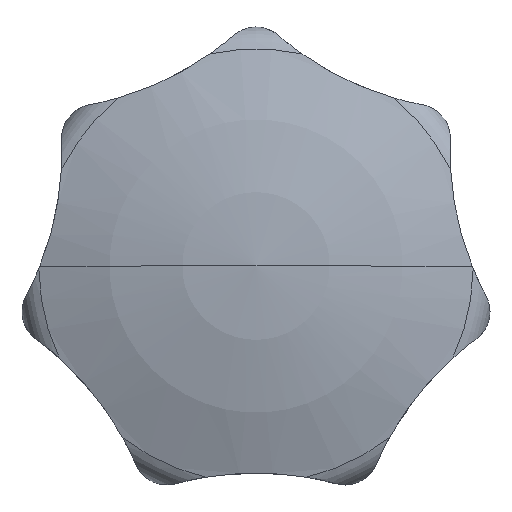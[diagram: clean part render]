
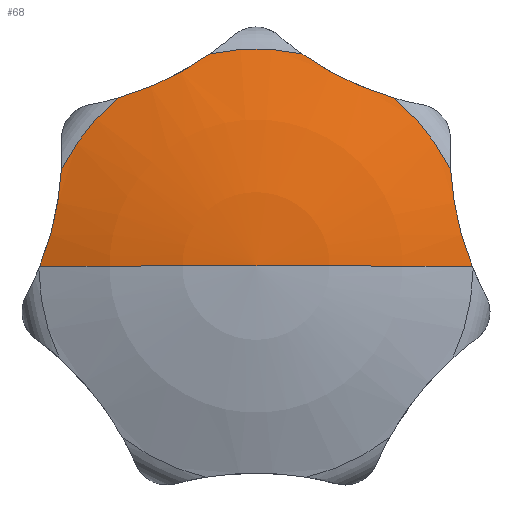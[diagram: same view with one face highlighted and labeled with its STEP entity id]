
A CAD part, top view. The second image highlights one B-rep face of the part: STEP entity #68.
In plain terms, the highlighted spherical face has radius 80 mm.
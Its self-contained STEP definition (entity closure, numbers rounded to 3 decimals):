
#68=ADVANCED_FACE('',(#172),#173,.T.);
#172=FACE_OUTER_BOUND('',#312,.T.);
#173=SPHERICAL_SURFACE('',#313,80.);
#312=EDGE_LOOP('',(#446,#447,#448,#449,#450,#451,#452,#453,#454));
#313=AXIS2_PLACEMENT_3D('',#455,#456,#457);
#446=ORIENTED_EDGE('',*,*,#863,.T.);
#447=ORIENTED_EDGE('',*,*,#864,.T.);
#448=ORIENTED_EDGE('',*,*,#865,.T.);
#449=ORIENTED_EDGE('',*,*,#866,.T.);
#450=ORIENTED_EDGE('',*,*,#867,.T.);
#451=ORIENTED_EDGE('',*,*,#868,.T.);
#452=ORIENTED_EDGE('',*,*,#869,.T.);
#453=ORIENTED_EDGE('',*,*,#870,.T.);
#454=ORIENTED_EDGE('',*,*,#871,.T.);
#455=CARTESIAN_POINT('',(0.,0.,-40.));
#456=DIRECTION('',(0.,0.,1.0));
#457=DIRECTION('',(-1.0,0.,0.0));
#863=EDGE_CURVE('',#1029,#1030,#1031,.T.);
#864=EDGE_CURVE('',#1030,#1032,#1033,.T.);
#865=EDGE_CURVE('',#1032,#1034,#1035,.T.);
#866=EDGE_CURVE('',#1034,#1036,#1037,.T.);
#867=EDGE_CURVE('',#1036,#1038,#1039,.T.);
#868=EDGE_CURVE('',#1038,#1040,#1041,.T.);
#869=EDGE_CURVE('',#1040,#1042,#1043,.T.);
#870=EDGE_CURVE('',#1042,#1044,#1045,.T.);
#871=EDGE_CURVE('',#1044,#1029,#1046,.T.);
#1029=VERTEX_POINT('',#1279);
#1030=VERTEX_POINT('',#1280);
#1031=CIRCLE('',#1281,80.);
#1032=VERTEX_POINT('',#1282);
#1033=CIRCLE('',#1283,80.);
#1034=VERTEX_POINT('',#1284);
#1035=B_SPLINE_CURVE_WITH_KNOTS('',3,(#1285,#1286,#1287,#1288,#1289,#1290,#1291,#1292,#1293,#1294,#1295,#1296,#1297,#1298),.UNSPECIFIED.,.F.,.F.,(4,2,2,2,2,2,4),(58.104,58.509,61.589,64.669,67.75,70.83,71.234),.UNSPECIFIED.);
#1036=VERTEX_POINT('',#1299);
#1037=CIRCLE('',#1300,28.609);
#1038=VERTEX_POINT('',#1301);
#1039=B_SPLINE_CURVE_WITH_KNOTS('',3,(#1302,#1303,#1304,#1305,#1306,#1307,#1308,#1309,#1310,#1311,#1312,#1313,#1314,#1315),.UNSPECIFIED.,.F.,.F.,(4,2,2,2,2,2,4),(58.104,58.509,61.589,64.669,67.75,70.83,71.234),.UNSPECIFIED.);
#1040=VERTEX_POINT('',#1316);
#1041=CIRCLE('',#1317,28.609);
#1042=VERTEX_POINT('',#1318);
#1043=B_SPLINE_CURVE_WITH_KNOTS('',3,(#1319,#1320,#1321,#1322,#1323,#1324,#1325,#1326,#1327,#1328,#1329,#1330,#1331,#1332),.UNSPECIFIED.,.F.,.F.,(4,2,2,2,2,2,4),(58.104,58.509,61.589,64.669,67.75,70.83,71.234),.UNSPECIFIED.);
#1044=VERTEX_POINT('',#1333);
#1045=CIRCLE('',#1334,28.609);
#1046=B_SPLINE_CURVE_WITH_KNOTS('',3,(#1335,#1336,#1337,#1338,#1339,#1340,#1341,#1342,#1343,#1344,#1345,#1346,#1347,#1348),.UNSPECIFIED.,.F.,.F.,(4,2,2,2,2,2,4),(58.104,58.509,61.589,64.669,67.75,70.83,71.234),.UNSPECIFIED.);
#1279=CARTESIAN_POINT('',(-28.475,0.,34.761));
#1280=CARTESIAN_POINT('',(0.,0.,40.));
#1281=AXIS2_PLACEMENT_3D('',#2113,#2114,#2115);
#1282=CARTESIAN_POINT('',(28.475,0.,34.761));
#1283=AXIS2_PLACEMENT_3D('',#2116,#2117,#2118);
#1284=CARTESIAN_POINT('',(25.634,12.703,34.71));
#1285=CARTESIAN_POINT('',(28.607,-0.323,34.71));
#1286=CARTESIAN_POINT('',(28.554,-0.194,34.73));
#1287=CARTESIAN_POINT('',(28.501,-0.065,34.751));
#1288=CARTESIAN_POINT('',(28.054,1.05,34.92));
#1289=CARTESIAN_POINT('',(27.698,2.05,35.031));
#1290=CARTESIAN_POINT('',(27.072,4.057,35.178));
#1291=CARTESIAN_POINT('',(26.802,5.064,35.214));
#1292=CARTESIAN_POINT('',(26.345,7.066,35.214));
#1293=CARTESIAN_POINT('',(26.151,8.091,35.178));
#1294=CARTESIAN_POINT('',(25.845,10.171,35.031));
#1295=CARTESIAN_POINT('',(25.731,11.226,34.92));
#1296=CARTESIAN_POINT('',(25.651,12.425,34.751));
#1297=CARTESIAN_POINT('',(25.642,12.564,34.73));
#1298=CARTESIAN_POINT('',(25.634,12.703,34.71));
#1299=CARTESIAN_POINT('',(18.089,22.165,34.71));
#1300=AXIS2_PLACEMENT_3D('',#2119,#2120,#2121);
#1301=CARTESIAN_POINT('',(6.051,27.962,34.71));
#1302=CARTESIAN_POINT('',(18.089,22.165,34.71));
#1303=CARTESIAN_POINT('',(17.955,22.203,34.73));
#1304=CARTESIAN_POINT('',(17.821,22.243,34.751));
#1305=CARTESIAN_POINT('',(16.67,22.588,34.92));
#1306=CARTESIAN_POINT('',(15.667,22.934,35.031));
#1307=CARTESIAN_POINT('',(13.708,23.695,35.178));
#1308=CARTESIAN_POINT('',(12.751,24.112,35.214));
#1309=CARTESIAN_POINT('',(10.901,25.003,35.214));
#1310=CARTESIAN_POINT('',(9.979,25.491,35.178));
#1311=CARTESIAN_POINT('',(8.162,26.548,35.031));
#1312=CARTESIAN_POINT('',(7.267,27.117,34.92));
#1313=CARTESIAN_POINT('',(6.279,27.801,34.751));
#1314=CARTESIAN_POINT('',(6.165,27.881,34.73));
#1315=CARTESIAN_POINT('',(6.051,27.962,34.71));
#1316=CARTESIAN_POINT('',(-6.051,27.962,34.71));
#1317=AXIS2_PLACEMENT_3D('',#2122,#2123,#2124);
#1318=CARTESIAN_POINT('',(-18.089,22.165,34.71));
#1319=CARTESIAN_POINT('',(-6.051,27.962,34.71));
#1320=CARTESIAN_POINT('',(-6.165,27.881,34.73));
#1321=CARTESIAN_POINT('',(-6.279,27.801,34.751));
#1322=CARTESIAN_POINT('',(-7.267,27.117,34.92));
#1323=CARTESIAN_POINT('',(-8.162,26.548,35.031));
#1324=CARTESIAN_POINT('',(-9.979,25.491,35.178));
#1325=CARTESIAN_POINT('',(-10.901,25.003,35.214));
#1326=CARTESIAN_POINT('',(-12.751,24.112,35.214));
#1327=CARTESIAN_POINT('',(-13.708,23.695,35.178));
#1328=CARTESIAN_POINT('',(-15.667,22.934,35.031));
#1329=CARTESIAN_POINT('',(-16.67,22.588,34.92));
#1330=CARTESIAN_POINT('',(-17.821,22.243,34.751));
#1331=CARTESIAN_POINT('',(-17.955,22.203,34.73));
#1332=CARTESIAN_POINT('',(-18.089,22.165,34.71));
#1333=CARTESIAN_POINT('',(-25.634,12.703,34.71));
#1334=AXIS2_PLACEMENT_3D('',#2125,#2126,#2127);
#1335=CARTESIAN_POINT('',(-25.634,12.703,34.71));
#1336=CARTESIAN_POINT('',(-25.642,12.564,34.73));
#1337=CARTESIAN_POINT('',(-25.651,12.425,34.751));
#1338=CARTESIAN_POINT('',(-25.731,11.226,34.92));
#1339=CARTESIAN_POINT('',(-25.845,10.171,35.031));
#1340=CARTESIAN_POINT('',(-26.151,8.091,35.178));
#1341=CARTESIAN_POINT('',(-26.345,7.066,35.214));
#1342=CARTESIAN_POINT('',(-26.802,5.064,35.214));
#1343=CARTESIAN_POINT('',(-27.072,4.057,35.178));
#1344=CARTESIAN_POINT('',(-27.698,2.05,35.031));
#1345=CARTESIAN_POINT('',(-28.054,1.05,34.92));
#1346=CARTESIAN_POINT('',(-28.501,-0.065,34.751));
#1347=CARTESIAN_POINT('',(-28.554,-0.194,34.73));
#1348=CARTESIAN_POINT('',(-28.607,-0.323,34.71));
#2113=CARTESIAN_POINT('',(0.,0.,-40.));
#2114=DIRECTION('',(0.,1.0,0.));
#2115=DIRECTION('',(0.0,0.,-1.0));
#2116=CARTESIAN_POINT('',(0.,0.,-40.));
#2117=DIRECTION('',(0.,1.0,0.));
#2118=DIRECTION('',(0.0,0.,-1.0));
#2119=CARTESIAN_POINT('',(0.,0.,34.71));
#2120=DIRECTION('',(0.,0.,1.0));
#2121=DIRECTION('',(1.0,0.,0.));
#2122=CARTESIAN_POINT('',(0.,0.,34.71));
#2123=DIRECTION('',(0.,0.,1.0));
#2124=DIRECTION('',(1.0,0.,0.));
#2125=CARTESIAN_POINT('',(0.,0.,34.71));
#2126=DIRECTION('',(0.,0.,1.0));
#2127=DIRECTION('',(1.0,0.,0.));
